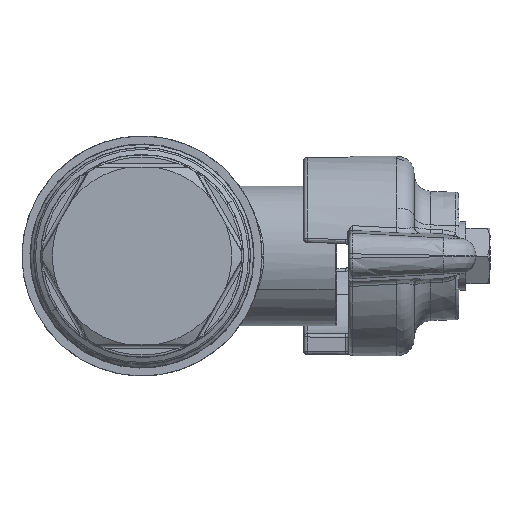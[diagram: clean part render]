
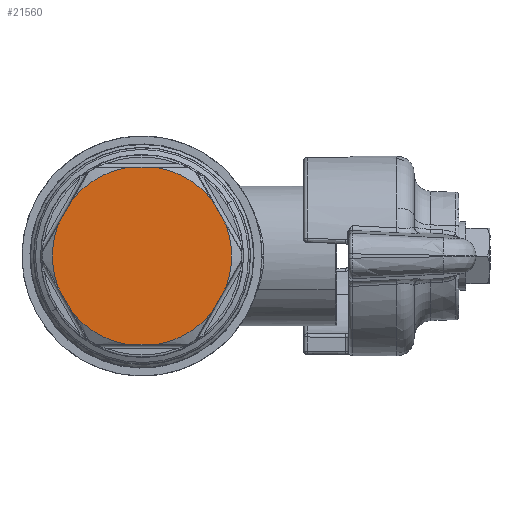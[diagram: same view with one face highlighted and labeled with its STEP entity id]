
A CAD part, left-side view. The second image highlights one B-rep face of the part: STEP entity #21560.
In plain terms, the highlighted planar face has unit normal (-1, 0, 0).
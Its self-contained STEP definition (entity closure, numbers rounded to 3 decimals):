
#21441=CARTESIAN_POINT('Vertex',(-26.,12.201,4.488)) ;
#21444=CARTESIAN_POINT('Line Origine',(-26.,11.094,6.405)) ;
#21448=CARTESIAN_POINT('Vertex',(-26.,9.987,8.322)) ;
#21466=CARTESIAN_POINT('Axis2P3D Location',(-26.,9.898,-17.145)) ;
#21471=CARTESIAN_POINT('Axis2P3D Location',(-26.,0.,0.)) ;
#21475=CARTESIAN_POINT('Vertex',(-26.,-2.214,12.81)) ;
#21477=CARTESIAN_POINT('Vertex',(-26.,-9.987,8.322)) ;
#21480=CARTESIAN_POINT('Line Origine',(-26.,0.,12.81)) ;
#21484=CARTESIAN_POINT('Vertex',(-26.,2.214,12.81)) ;
#21487=CARTESIAN_POINT('Axis2P3D Location',(-26.,0.,0.)) ;
#21492=CARTESIAN_POINT('Axis2P3D Location',(-26.,0.,0.)) ;
#21496=CARTESIAN_POINT('Vertex',(-26.,12.201,-4.488)) ;
#21499=CARTESIAN_POINT('Line Origine',(-26.,11.094,-6.405)) ;
#21503=CARTESIAN_POINT('Vertex',(-26.,9.987,-8.322)) ;
#21506=CARTESIAN_POINT('Axis2P3D Location',(-26.,0.,0.)) ;
#21510=CARTESIAN_POINT('Vertex',(-26.,2.214,-12.81)) ;
#21513=CARTESIAN_POINT('Line Origine',(-26.,0.,-12.81)) ;
#21517=CARTESIAN_POINT('Vertex',(-26.,-2.214,-12.81)) ;
#21520=CARTESIAN_POINT('Axis2P3D Location',(-26.,0.,0.)) ;
#21524=CARTESIAN_POINT('Vertex',(-26.,-9.987,-8.322)) ;
#21527=CARTESIAN_POINT('Line Origine',(-26.,-11.094,-6.405)) ;
#21531=CARTESIAN_POINT('Vertex',(-26.,-12.201,-4.488)) ;
#21534=CARTESIAN_POINT('Axis2P3D Location',(-26.,0.,0.)) ;
#21538=CARTESIAN_POINT('Vertex',(-26.,-12.201,4.488)) ;
#21541=CARTESIAN_POINT('Line Origine',(-26.,-11.094,6.405)) ;
#21445=DIRECTION('Vector Direction',(0.,0.5,-0.866)) ;
#21467=DIRECTION('Axis2P3D Direction',(1.,0.,0.)) ;
#21468=DIRECTION('Axis2P3D XDirection',(0.,0.866,0.5)) ;
#21472=DIRECTION('Axis2P3D Direction',(1.,0.,0.)) ;
#21481=DIRECTION('Vector Direction',(0.,1.,0.)) ;
#21488=DIRECTION('Axis2P3D Direction',(1.,0.,0.)) ;
#21493=DIRECTION('Axis2P3D Direction',(1.,0.,0.)) ;
#21500=DIRECTION('Vector Direction',(0.,0.5,0.866)) ;
#21507=DIRECTION('Axis2P3D Direction',(1.,0.,0.)) ;
#21514=DIRECTION('Vector Direction',(0.,-1.,0.)) ;
#21521=DIRECTION('Axis2P3D Direction',(1.,0.,0.)) ;
#21528=DIRECTION('Vector Direction',(0.,-0.5,0.866)) ;
#21535=DIRECTION('Axis2P3D Direction',(1.,0.,0.)) ;
#21542=DIRECTION('Vector Direction',(0.,-0.5,-0.866)) ;
#21469=AXIS2_PLACEMENT_3D('Plane Axis2P3D',#21466,#21467,#21468) ;
#21473=AXIS2_PLACEMENT_3D('Circle Axis2P3D',#21471,#21472,$) ;
#21489=AXIS2_PLACEMENT_3D('Circle Axis2P3D',#21487,#21488,$) ;
#21494=AXIS2_PLACEMENT_3D('Circle Axis2P3D',#21492,#21493,$) ;
#21508=AXIS2_PLACEMENT_3D('Circle Axis2P3D',#21506,#21507,$) ;
#21522=AXIS2_PLACEMENT_3D('Circle Axis2P3D',#21520,#21521,$) ;
#21536=AXIS2_PLACEMENT_3D('Circle Axis2P3D',#21534,#21535,$) ;
#21547=ORIENTED_EDGE('',*,*,#21479,.F.) ;
#21548=ORIENTED_EDGE('',*,*,#21486,.T.) ;
#21549=ORIENTED_EDGE('',*,*,#21491,.F.) ;
#21550=ORIENTED_EDGE('',*,*,#21450,.T.) ;
#21551=ORIENTED_EDGE('',*,*,#21498,.F.) ;
#21552=ORIENTED_EDGE('',*,*,#21505,.F.) ;
#21553=ORIENTED_EDGE('',*,*,#21512,.F.) ;
#21554=ORIENTED_EDGE('',*,*,#21519,.T.) ;
#21555=ORIENTED_EDGE('',*,*,#21526,.F.) ;
#21556=ORIENTED_EDGE('',*,*,#21533,.T.) ;
#21557=ORIENTED_EDGE('',*,*,#21540,.F.) ;
#21558=ORIENTED_EDGE('',*,*,#21545,.F.) ;
#21446=VECTOR('Line Direction',#21445,1.) ;
#21482=VECTOR('Line Direction',#21481,1.) ;
#21501=VECTOR('Line Direction',#21500,1.) ;
#21515=VECTOR('Line Direction',#21514,1.) ;
#21529=VECTOR('Line Direction',#21528,1.) ;
#21543=VECTOR('Line Direction',#21542,1.) ;
#21560=ADVANCED_FACE('PartBody',(#21559),#21470,.F.) ;
#21474=CIRCLE('generated circle',#21473,13.) ;
#21490=CIRCLE('generated circle',#21489,13.) ;
#21495=CIRCLE('generated circle',#21494,13.) ;
#21509=CIRCLE('generated circle',#21508,13.) ;
#21523=CIRCLE('generated circle',#21522,13.) ;
#21537=CIRCLE('generated circle',#21536,13.) ;
#21450=EDGE_CURVE('',#21449,#21442,#21447,.T.) ;
#21479=EDGE_CURVE('',#21476,#21478,#21474,.T.) ;
#21486=EDGE_CURVE('',#21476,#21485,#21483,.T.) ;
#21491=EDGE_CURVE('',#21449,#21485,#21490,.T.) ;
#21498=EDGE_CURVE('',#21497,#21442,#21495,.T.) ;
#21505=EDGE_CURVE('',#21504,#21497,#21502,.T.) ;
#21512=EDGE_CURVE('',#21511,#21504,#21509,.T.) ;
#21519=EDGE_CURVE('',#21511,#21518,#21516,.T.) ;
#21526=EDGE_CURVE('',#21525,#21518,#21523,.T.) ;
#21533=EDGE_CURVE('',#21525,#21532,#21530,.T.) ;
#21540=EDGE_CURVE('',#21539,#21532,#21537,.T.) ;
#21545=EDGE_CURVE('',#21478,#21539,#21544,.T.) ;
#21546=EDGE_LOOP('',(#21547,#21548,#21549,#21550,#21551,#21552,#21553,#21554,#21555,#21556,#21557,#21558)) ;
#21559=FACE_OUTER_BOUND('',#21546,.T.) ;
#21447=LINE('Line',#21444,#21446) ;
#21483=LINE('Line',#21480,#21482) ;
#21502=LINE('Line',#21499,#21501) ;
#21516=LINE('Line',#21513,#21515) ;
#21530=LINE('Line',#21527,#21529) ;
#21544=LINE('Line',#21541,#21543) ;
#21470=PLANE('',#21469) ;
#21442=VERTEX_POINT('',#21441) ;
#21449=VERTEX_POINT('',#21448) ;
#21476=VERTEX_POINT('',#21475) ;
#21478=VERTEX_POINT('',#21477) ;
#21485=VERTEX_POINT('',#21484) ;
#21497=VERTEX_POINT('',#21496) ;
#21504=VERTEX_POINT('',#21503) ;
#21511=VERTEX_POINT('',#21510) ;
#21518=VERTEX_POINT('',#21517) ;
#21525=VERTEX_POINT('',#21524) ;
#21532=VERTEX_POINT('',#21531) ;
#21539=VERTEX_POINT('',#21538) ;
